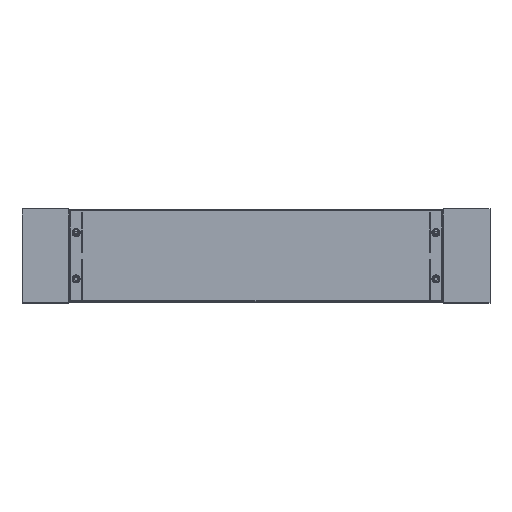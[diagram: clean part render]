
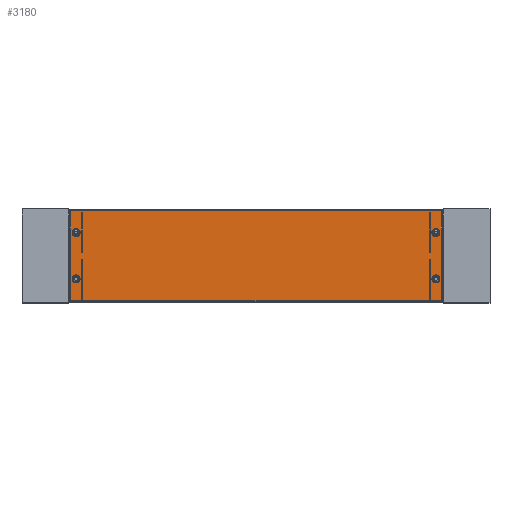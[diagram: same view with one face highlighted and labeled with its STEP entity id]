
A CAD part, top view. The second image highlights one B-rep face of the part: STEP entity #3180.
In plain terms, the highlighted planar face has unit normal (0, 0, 1).
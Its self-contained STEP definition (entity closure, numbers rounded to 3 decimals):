
#92 = EDGE_CURVE ( 'NONE', #2074, #1536, #843, .T. ) ;
#94 = CARTESIAN_POINT ( 'NONE',  ( -384.5, 49.5, 0.75 ) ) ;
#101 = EDGE_CURVE ( 'NONE', #4341, #2146, #5093, .T. ) ;
#145 = DIRECTION ( 'NONE',  ( 0., 0., -1. ) ) ;
#223 = EDGE_CURVE ( 'NONE', #2146, #2074, #6129, .T. ) ;
#247 = DIRECTION ( 'NONE',  ( -1., 0., 0. ) ) ;
#318 = EDGE_CURVE ( 'NONE', #1853, #6746, #1149, .T. ) ;
#323 = CIRCLE ( 'NONE', #4718, 7.509 ) ;
#364 = VERTEX_POINT ( 'NONE', #5605 ) ;
#503 = EDGE_CURVE ( 'NONE', #1536, #4341, #867, .T. ) ;
#507 = ORIENTED_EDGE ( 'NONE', *, *, #1832, .T. ) ;
#509 = EDGE_LOOP ( 'NONE', ( #1025, #2509 ) ) ;
#556 = EDGE_CURVE ( 'NONE', #5503, #695, #848, .T. ) ;
#594 = EDGE_CURVE ( 'NONE', #3175, #364, #323, .T. ) ;
#647 = DIRECTION ( 'NONE',  ( -1., 0., 0. ) ) ;
#692 = VECTOR ( 'NONE', #2464, 1000. ) ;
#695 = VERTEX_POINT ( 'NONE', #4830 ) ;
#757 = ORIENTED_EDGE ( 'NONE', *, *, #92, .T. ) ;
#825 = EDGE_CURVE ( 'NONE', #1529, #6664, #5967, .T. ) ;
#843 = LINE ( 'NONE', #1450, #1769 ) ;
#848 = CIRCLE ( 'NONE', #3810, 7.509 ) ;
#867 = LINE ( 'NONE', #5185, #692 ) ;
#997 = EDGE_CURVE ( 'NONE', #6664, #1529, #4102, .T. ) ;
#1025 = ORIENTED_EDGE ( 'NONE', *, *, #4645, .T. ) ;
#1129 = CARTESIAN_POINT ( 'NONE',  ( -396., -96., 0.75 ) ) ;
#1149 = CIRCLE ( 'NONE', #6749, 7.509 ) ;
#1182 = CARTESIAN_POINT ( 'NONE',  ( -396., 96., 0.75 ) ) ;
#1188 = CARTESIAN_POINT ( 'NONE',  ( 396., -96., 0.75 ) ) ;
#1402 = EDGE_CURVE ( 'NONE', #364, #3175, #5553, .T. ) ;
#1423 = CARTESIAN_POINT ( 'NONE',  ( -384.5, -49.5, 0.75 ) ) ;
#1450 = CARTESIAN_POINT ( 'NONE',  ( 0., -96., 0.75 ) ) ;
#1462 = CARTESIAN_POINT ( 'NONE',  ( -392.009, 49.5, 0.75 ) ) ;
#1483 = VECTOR ( 'NONE', #2238, 1000. ) ;
#1529 = VERTEX_POINT ( 'NONE', #2288 ) ;
#1536 = VERTEX_POINT ( 'NONE', #1188 ) ;
#1579 = EDGE_LOOP ( 'NONE', ( #507, #1712 ) ) ;
#1706 = AXIS2_PLACEMENT_3D ( 'NONE', #5993, #2772, #6521 ) ;
#1708 = CARTESIAN_POINT ( 'NONE',  ( -376.991, 49.5, 0.75 ) ) ;
#1712 = ORIENTED_EDGE ( 'NONE', *, *, #556, .T. ) ;
#1720 = AXIS2_PLACEMENT_3D ( 'NONE', #2187, #5999, #2777 ) ;
#1733 = EDGE_LOOP ( 'NONE', ( #6481, #5955 ) ) ;
#1748 = VECTOR ( 'NONE', #1998, 1000. ) ;
#1769 = VECTOR ( 'NONE', #6380, 1000. ) ;
#1787 = AXIS2_PLACEMENT_3D ( 'NONE', #2375, #6171, #2964 ) ;
#1823 = EDGE_LOOP ( 'NONE', ( #3152, #4469, #757, #4939 ) ) ;
#1832 = EDGE_CURVE ( 'NONE', #695, #5503, #2390, .T. ) ;
#1853 = VERTEX_POINT ( 'NONE', #1462 ) ;
#1866 = FACE_BOUND ( 'NONE', #1579, .T. ) ;
#1988 = DIRECTION ( 'NONE',  ( -1., 0., 0. ) ) ;
#1998 = DIRECTION ( 'NONE',  ( -1., 0., 0. ) ) ;
#2036 = CARTESIAN_POINT ( 'NONE',  ( 384.5, -49.5, 0.75 ) ) ;
#2074 = VERTEX_POINT ( 'NONE', #1129 ) ;
#2146 = VERTEX_POINT ( 'NONE', #1182 ) ;
#2187 = CARTESIAN_POINT ( 'NONE',  ( -384.5, -49.5, 0.75 ) ) ;
#2238 = DIRECTION ( 'NONE',  ( 0., -1., 0. ) ) ;
#2288 = CARTESIAN_POINT ( 'NONE',  ( 376.991, 49.5, 0.75 ) ) ;
#2375 = CARTESIAN_POINT ( 'NONE',  ( -384.5, 49.5, 0.75 ) ) ;
#2390 = CIRCLE ( 'NONE', #2399, 7.509 ) ;
#2399 = AXIS2_PLACEMENT_3D ( 'NONE', #2036, #5867, #2608 ) ;
#2464 = DIRECTION ( 'NONE',  ( 0., 1., 0. ) ) ;
#2487 = DIRECTION ( 'NONE',  ( 0., 0., -1. ) ) ;
#2509 = ORIENTED_EDGE ( 'NONE', *, *, #318, .T. ) ;
#2608 = DIRECTION ( 'NONE',  ( -1., 0., 0. ) ) ;
#2772 = DIRECTION ( 'NONE',  ( 0., 0., -1. ) ) ;
#2777 = DIRECTION ( 'NONE',  ( -1., 0., 0. ) ) ;
#2799 = ORIENTED_EDGE ( 'NONE', *, *, #1402, .T. ) ;
#2819 = AXIS2_PLACEMENT_3D ( 'NONE', #5213, #2487, #6274 ) ;
#2964 = DIRECTION ( 'NONE',  ( -1., 0., 0. ) ) ;
#3152 = ORIENTED_EDGE ( 'NONE', *, *, #101, .T. ) ;
#3175 = VERTEX_POINT ( 'NONE', #4653 ) ;
#3180 = ADVANCED_FACE ( 'NONE', ( #4624, #4698, #4675, #1866, #4711 ), #5746, .F. ) ;
#3494 = CARTESIAN_POINT ( 'NONE',  ( 384.5, 49.5, 0.75 ) ) ;
#3555 = ORIENTED_EDGE ( 'NONE', *, *, #594, .T. ) ;
#3612 = DIRECTION ( 'NONE',  ( 0., 0., -1. ) ) ;
#3709 = AXIS2_PLACEMENT_3D ( 'NONE', #3494, #145, #4027 ) ;
#3810 = AXIS2_PLACEMENT_3D ( 'NONE', #6794, #3612, #247 ) ;
#3973 = DIRECTION ( 'NONE',  ( 0., 0., -1. ) ) ;
#4027 = DIRECTION ( 'NONE',  ( -1., 0., 0. ) ) ;
#4102 = CIRCLE ( 'NONE', #3709, 7.509 ) ;
#4217 = CARTESIAN_POINT ( 'NONE',  ( 376.991, -49.5, 0.75 ) ) ;
#4341 = VERTEX_POINT ( 'NONE', #4807 ) ;
#4469 = ORIENTED_EDGE ( 'NONE', *, *, #223, .T. ) ;
#4624 = FACE_OUTER_BOUND ( 'NONE', #1823, .T. ) ;
#4645 = EDGE_CURVE ( 'NONE', #6746, #1853, #6055, .T. ) ;
#4653 = CARTESIAN_POINT ( 'NONE',  ( -392.009, -49.5, 0.75 ) ) ;
#4675 = FACE_BOUND ( 'NONE', #5430, .T. ) ;
#4698 = FACE_BOUND ( 'NONE', #509, .T. ) ;
#4711 = FACE_BOUND ( 'NONE', #1733, .T. ) ;
#4718 = AXIS2_PLACEMENT_3D ( 'NONE', #1423, #5285, #1988 ) ;
#4807 = CARTESIAN_POINT ( 'NONE',  ( 396., 96., 0.75 ) ) ;
#4830 = CARTESIAN_POINT ( 'NONE',  ( 392.009, -49.5, 0.75 ) ) ;
#4939 = ORIENTED_EDGE ( 'NONE', *, *, #503, .T. ) ;
#5093 = LINE ( 'NONE', #6866, #1748 ) ;
#5185 = CARTESIAN_POINT ( 'NONE',  ( 396., 0., 0.75 ) ) ;
#5213 = CARTESIAN_POINT ( 'NONE',  ( 0., 0., 0.75 ) ) ;
#5285 = DIRECTION ( 'NONE',  ( 0., 0., -1. ) ) ;
#5430 = EDGE_LOOP ( 'NONE', ( #2799, #3555 ) ) ;
#5503 = VERTEX_POINT ( 'NONE', #4217 ) ;
#5553 = CIRCLE ( 'NONE', #1720, 7.509 ) ;
#5605 = CARTESIAN_POINT ( 'NONE',  ( -376.991, -49.5, 0.75 ) ) ;
#5746 = PLANE ( 'NONE',  #2819 ) ;
#5867 = DIRECTION ( 'NONE',  ( 0., 0., -1. ) ) ;
#5947 = CARTESIAN_POINT ( 'NONE',  ( -396., 0., 0.75 ) ) ;
#5955 = ORIENTED_EDGE ( 'NONE', *, *, #825, .T. ) ;
#5967 = CIRCLE ( 'NONE', #1706, 7.509 ) ;
#5993 = CARTESIAN_POINT ( 'NONE',  ( 384.5, 49.5, 0.75 ) ) ;
#5999 = DIRECTION ( 'NONE',  ( 0., 0., -1. ) ) ;
#6055 = CIRCLE ( 'NONE', #1787, 7.509 ) ;
#6129 = LINE ( 'NONE', #5947, #1483 ) ;
#6171 = DIRECTION ( 'NONE',  ( 0., 0., -1. ) ) ;
#6274 = DIRECTION ( 'NONE',  ( -1., 0., 0. ) ) ;
#6380 = DIRECTION ( 'NONE',  ( 1., 0., 0. ) ) ;
#6481 = ORIENTED_EDGE ( 'NONE', *, *, #997, .T. ) ;
#6518 = CARTESIAN_POINT ( 'NONE',  ( 392.009, 49.5, 0.75 ) ) ;
#6521 = DIRECTION ( 'NONE',  ( -1., 0., 0. ) ) ;
#6664 = VERTEX_POINT ( 'NONE', #6518 ) ;
#6746 = VERTEX_POINT ( 'NONE', #1708 ) ;
#6749 = AXIS2_PLACEMENT_3D ( 'NONE', #94, #3973, #647 ) ;
#6794 = CARTESIAN_POINT ( 'NONE',  ( 384.5, -49.5, 0.75 ) ) ;
#6866 = CARTESIAN_POINT ( 'NONE',  ( 0., 96., 0.75 ) ) ;
